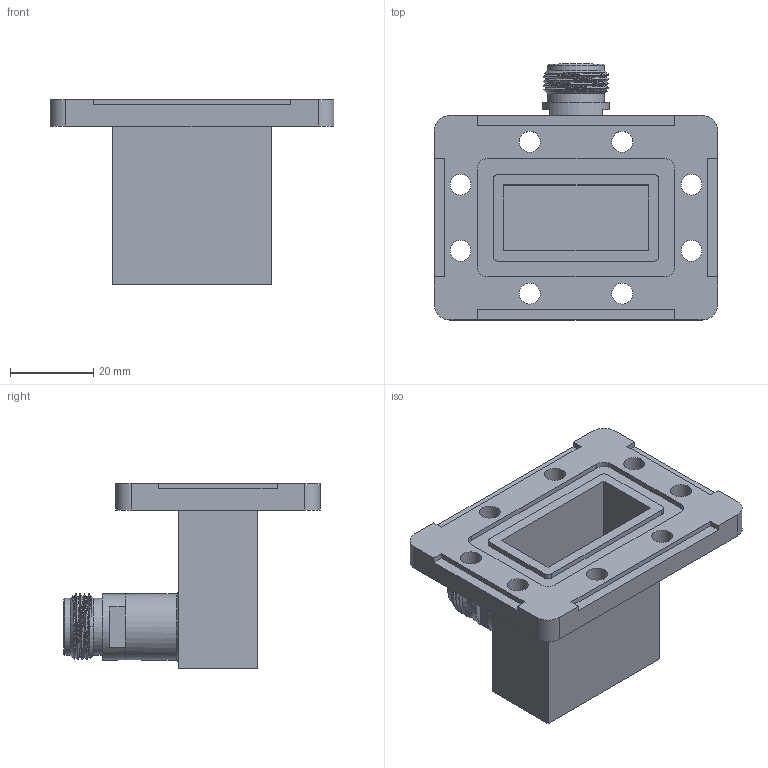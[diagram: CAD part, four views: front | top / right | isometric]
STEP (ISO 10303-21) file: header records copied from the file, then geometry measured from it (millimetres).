
FILE_DESCRIPTION (( 'STEP AP203' ), '1' );
FILE_NAME ('PEWCA1017.step', '2019-10-23T15:06:39', ( '' ), ( '' ), 'SwSTEP 2.0', 'SolidWorks 2018', '' );
FILE_SCHEMA (( 'CONFIG_CONTROL_DESIGN' ));
Length unit declared in the file: inch
Products named in the file (1): PEWCA1017
Bounding box: 68.25 x 61.62 x 44.45 mm (x, y, z)
Volume: 27703.5 mm3; surface area: 19578.2 mm2
Topology: 1 solids, 1 shells, 119 faces, 309 edges, 204 vertices
Faces by surface type: plane 68, cylinder 37, cone 10, bspline 3, torus 1
Full cylindrical faces by diameter (mm): 1.27 x1, 2.286 x1, 5.029 x8, 6.985 x1, 8.061 x1, 13.716 x2, 16.002 x2
Entity records: 4968 total; most frequent: CARTESIAN_POINT 2111, ORIENTED_EDGE 564, DIRECTION 548, EDGE_CURVE 282, AXIS2_PLACEMENT_3D 199, VERTEX_POINT 198, EDGE_LOOP 168, VECTOR 150
